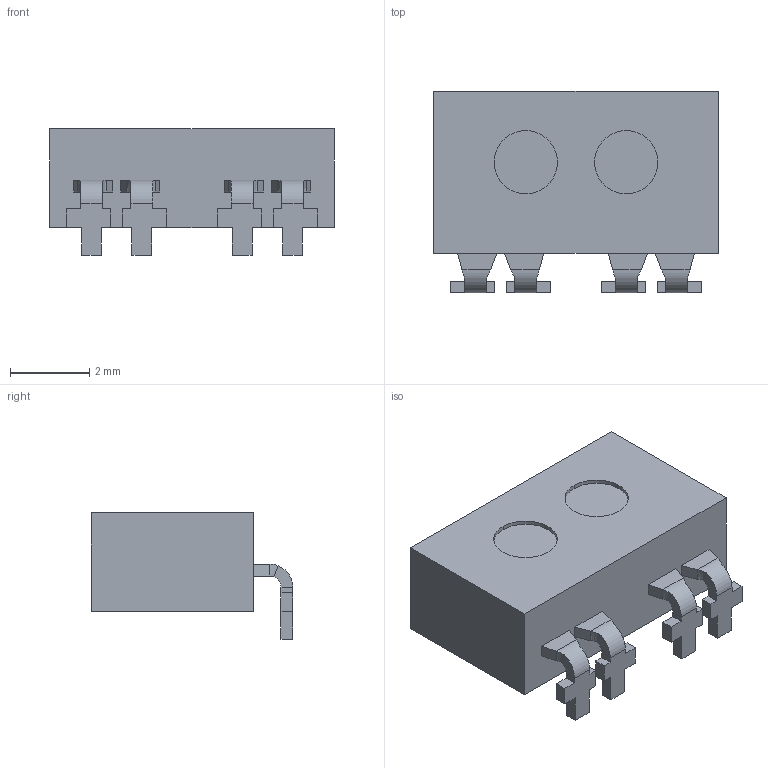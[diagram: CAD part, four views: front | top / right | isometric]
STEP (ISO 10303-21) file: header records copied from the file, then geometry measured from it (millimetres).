
FILE_DESCRIPTION (( 'STEP AP214' ), '1' );
FILE_NAME ('TCRT1000-S -V.STEP', '2011-12-02T22:40:03', ( '' ), ( '' ), 'SwSTEP 2.0', 'SolidWorks 2011', '' );
FILE_SCHEMA (( 'AUTOMOTIVE_DESIGN' ));
Length unit declared in the file: millimetre
Products named in the file (1): TCRT1000-S -V
Bounding box: 7.2 x 5.1 x 3.2 mm (x, y, z)
Volume: 75.4 mm3; surface area: 136.9 mm2
Topology: 1 solids, 1 shells, 104 faces, 256 edges, 160 vertices
Faces by surface type: plane 84, cylinder 12, bspline 8
Entity records: 3876 total; most frequent: CARTESIAN_POINT 649, ORIENTED_EDGE 512, DIRECTION 442, EDGE_CURVE 256, VECTOR 200, LINE 200, VERTEX_POINT 160, AXIS2_PLACEMENT_3D 121
